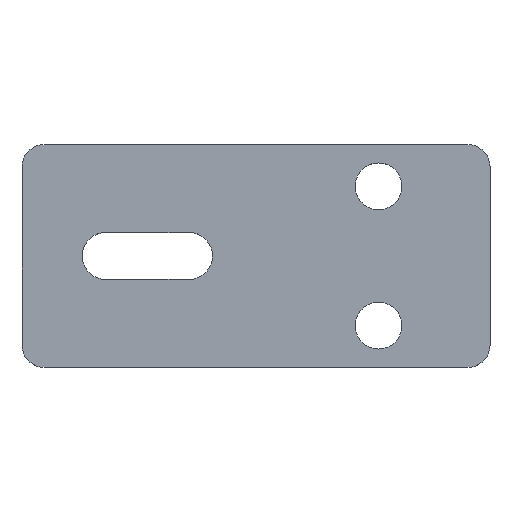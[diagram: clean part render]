
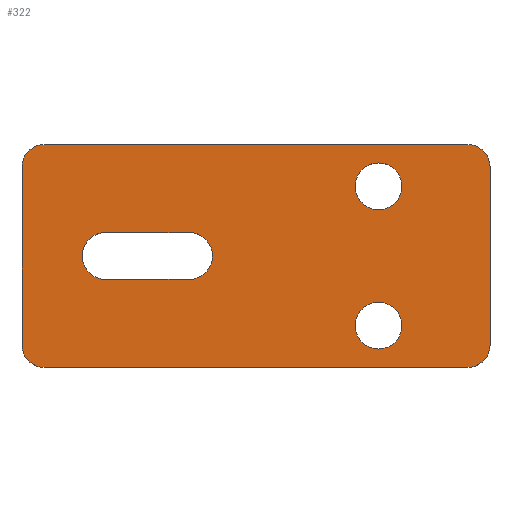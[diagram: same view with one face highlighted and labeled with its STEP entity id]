
A CAD part, top view. The second image highlights one B-rep face of the part: STEP entity #322.
In plain terms, the highlighted planar face has unit normal (0, 0, 1).
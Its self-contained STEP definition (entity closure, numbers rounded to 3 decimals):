
#18=FACE_BOUND('',#64,.T.);
#19=FACE_BOUND('',#65,.T.);
#20=FACE_BOUND('',#66,.T.);
#28=PLANE('',#376);
#44=FACE_OUTER_BOUND('',#63,.T.);
#63=EDGE_LOOP('',(#283,#284,#285,#286,#287,#288,#289,#290));
#64=EDGE_LOOP('',(#291,#292));
#65=EDGE_LOOP('',(#293,#294));
#66=EDGE_LOOP('',(#295,#296,#297,#298));
#71=LINE('',#488,#97);
#79=LINE('',#521,#105);
#86=LINE('',#547,#112);
#89=LINE('',#555,#115);
#91=LINE('',#560,#117);
#92=LINE('',#562,#118);
#97=VECTOR('',#391,10.);
#105=VECTOR('',#421,10.);
#112=VECTOR('',#450,10.);
#115=VECTOR('',#459,10.);
#117=VECTOR('',#467,10.);
#118=VECTOR('',#470,10.);
#119=CIRCLE('',#344,4.);
#128=CIRCLE('',#356,4.);
#129=CIRCLE('',#359,4.);
#130=CIRCLE('',#361,4.);
#131=CIRCLE('',#363,4.2);
#132=CIRCLE('',#364,4.2);
#133=CIRCLE('',#366,4.2);
#134=CIRCLE('',#367,4.2);
#135=CIRCLE('',#370,4.2);
#136=CIRCLE('',#373,4.2);
#137=VERTEX_POINT('',#475);
#138=VERTEX_POINT('',#476);
#142=VERTEX_POINT('',#486);
#154=VERTEX_POINT('',#514);
#155=VERTEX_POINT('',#515);
#156=VERTEX_POINT('',#520);
#157=VERTEX_POINT('',#524);
#158=VERTEX_POINT('',#528);
#159=VERTEX_POINT('',#532);
#160=VERTEX_POINT('',#533);
#161=VERTEX_POINT('',#538);
#162=VERTEX_POINT('',#539);
#163=VERTEX_POINT('',#544);
#164=VERTEX_POINT('',#546);
#165=VERTEX_POINT('',#550);
#166=VERTEX_POINT('',#554);
#167=EDGE_CURVE('',#137,#138,#119,.T.);
#173=EDGE_CURVE('',#142,#137,#71,.T.);
#186=EDGE_CURVE('',#154,#155,#128,.T.);
#189=EDGE_CURVE('',#155,#156,#79,.T.);
#191=EDGE_CURVE('',#156,#157,#129,.T.);
#193=EDGE_CURVE('',#158,#142,#130,.T.);
#195=EDGE_CURVE('',#159,#160,#131,.T.);
#196=EDGE_CURVE('',#160,#159,#132,.T.);
#198=EDGE_CURVE('',#161,#162,#133,.T.);
#199=EDGE_CURVE('',#162,#161,#134,.T.);
#202=EDGE_CURVE('',#164,#163,#86,.T.);
#204=EDGE_CURVE('',#165,#164,#135,.T.);
#206=EDGE_CURVE('',#166,#165,#89,.T.);
#208=EDGE_CURVE('',#163,#166,#136,.T.);
#209=EDGE_CURVE('',#157,#158,#91,.T.);
#210=EDGE_CURVE('',#138,#154,#92,.T.);
#283=ORIENTED_EDGE('',*,*,#167,.F.);
#284=ORIENTED_EDGE('',*,*,#173,.F.);
#285=ORIENTED_EDGE('',*,*,#193,.F.);
#286=ORIENTED_EDGE('',*,*,#209,.F.);
#287=ORIENTED_EDGE('',*,*,#191,.F.);
#288=ORIENTED_EDGE('',*,*,#189,.F.);
#289=ORIENTED_EDGE('',*,*,#186,.F.);
#290=ORIENTED_EDGE('',*,*,#210,.F.);
#291=ORIENTED_EDGE('',*,*,#195,.T.);
#292=ORIENTED_EDGE('',*,*,#196,.T.);
#293=ORIENTED_EDGE('',*,*,#198,.T.);
#294=ORIENTED_EDGE('',*,*,#199,.T.);
#295=ORIENTED_EDGE('',*,*,#206,.T.);
#296=ORIENTED_EDGE('',*,*,#204,.T.);
#297=ORIENTED_EDGE('',*,*,#202,.T.);
#298=ORIENTED_EDGE('',*,*,#208,.T.);
#322=ADVANCED_FACE('',(#44,#18,#19,#20),#28,.T.);
#344=AXIS2_PLACEMENT_3D('',#477,#381,#382);
#356=AXIS2_PLACEMENT_3D('',#516,#415,#416);
#359=AXIS2_PLACEMENT_3D('',#525,#425,#426);
#361=AXIS2_PLACEMENT_3D('',#529,#430,#431);
#363=AXIS2_PLACEMENT_3D('',#534,#435,#436);
#364=AXIS2_PLACEMENT_3D('',#535,#437,#438);
#366=AXIS2_PLACEMENT_3D('',#540,#442,#443);
#367=AXIS2_PLACEMENT_3D('',#541,#444,#445);
#370=AXIS2_PLACEMENT_3D('',#551,#454,#455);
#373=AXIS2_PLACEMENT_3D('',#558,#463,#464);
#376=AXIS2_PLACEMENT_3D('',#563,#471,#472);
#381=DIRECTION('center_axis',(0.,0.,-1.));
#382=DIRECTION('ref_axis',(0.707,0.707,0.));
#391=DIRECTION('',(1.,0.,0.));
#415=DIRECTION('center_axis',(0.,0.,-1.));
#416=DIRECTION('ref_axis',(0.707,-0.707,0.));
#421=DIRECTION('',(-1.,0.,0.));
#425=DIRECTION('center_axis',(0.,0.,-1.));
#426=DIRECTION('ref_axis',(-0.707,-0.707,0.));
#430=DIRECTION('center_axis',(0.,0.,-1.));
#431=DIRECTION('ref_axis',(-0.707,0.707,0.));
#435=DIRECTION('center_axis',(0.,0.,-1.));
#436=DIRECTION('ref_axis',(1.,0.,0.));
#437=DIRECTION('center_axis',(0.,0.,-1.));
#438=DIRECTION('ref_axis',(1.,0.,0.));
#442=DIRECTION('center_axis',(0.,0.,-1.));
#443=DIRECTION('ref_axis',(1.,0.,0.));
#444=DIRECTION('center_axis',(0.,0.,-1.));
#445=DIRECTION('ref_axis',(1.,0.,0.));
#450=DIRECTION('',(1.,0.,0.));
#454=DIRECTION('center_axis',(0.,0.,-1.));
#455=DIRECTION('ref_axis',(0.,1.,0.));
#459=DIRECTION('',(-1.,0.,0.));
#463=DIRECTION('center_axis',(0.,0.,-1.));
#464=DIRECTION('ref_axis',(0.,-1.,0.));
#467=DIRECTION('',(0.,1.,0.));
#470=DIRECTION('',(0.,-1.,0.));
#471=DIRECTION('center_axis',(0.,0.,1.));
#472=DIRECTION('ref_axis',(1.,0.,0.));
#475=CARTESIAN_POINT('',(80.,40.,4.));
#476=CARTESIAN_POINT('',(84.,36.,4.));
#477=CARTESIAN_POINT('Origin',(80.,36.,4.));
#486=CARTESIAN_POINT('',(4.,40.,4.));
#488=CARTESIAN_POINT('',(84.,40.,4.));
#514=CARTESIAN_POINT('',(84.,4.,4.));
#515=CARTESIAN_POINT('',(80.,0.,4.));
#516=CARTESIAN_POINT('Origin',(80.,4.,4.));
#520=CARTESIAN_POINT('',(4.,0.,4.));
#521=CARTESIAN_POINT('',(0.,0.,4.));
#524=CARTESIAN_POINT('',(0.,4.,4.));
#525=CARTESIAN_POINT('Origin',(4.,4.,4.));
#528=CARTESIAN_POINT('',(0.,36.,4.));
#529=CARTESIAN_POINT('Origin',(4.,36.,4.));
#532=CARTESIAN_POINT('',(68.2,7.5,4.));
#533=CARTESIAN_POINT('',(59.8,7.5,4.));
#534=CARTESIAN_POINT('Origin',(64.,7.5,4.));
#535=CARTESIAN_POINT('Origin',(64.,7.5,4.));
#538=CARTESIAN_POINT('',(68.2,32.5,4.));
#539=CARTESIAN_POINT('',(59.8,32.5,4.));
#540=CARTESIAN_POINT('Origin',(64.,32.5,4.));
#541=CARTESIAN_POINT('Origin',(64.,32.5,4.));
#544=CARTESIAN_POINT('',(30.,24.2,4.));
#546=CARTESIAN_POINT('',(15.,24.2,4.));
#547=CARTESIAN_POINT('',(36.,24.2,4.));
#550=CARTESIAN_POINT('',(15.,15.8,4.));
#551=CARTESIAN_POINT('Origin',(15.,20.,4.));
#554=CARTESIAN_POINT('',(30.,15.8,4.));
#555=CARTESIAN_POINT('',(28.5,15.8,4.));
#558=CARTESIAN_POINT('Origin',(30.,20.,4.));
#560=CARTESIAN_POINT('',(0.,40.,4.));
#562=CARTESIAN_POINT('',(84.,0.,4.));
#563=CARTESIAN_POINT('Origin',(42.,20.,4.));
